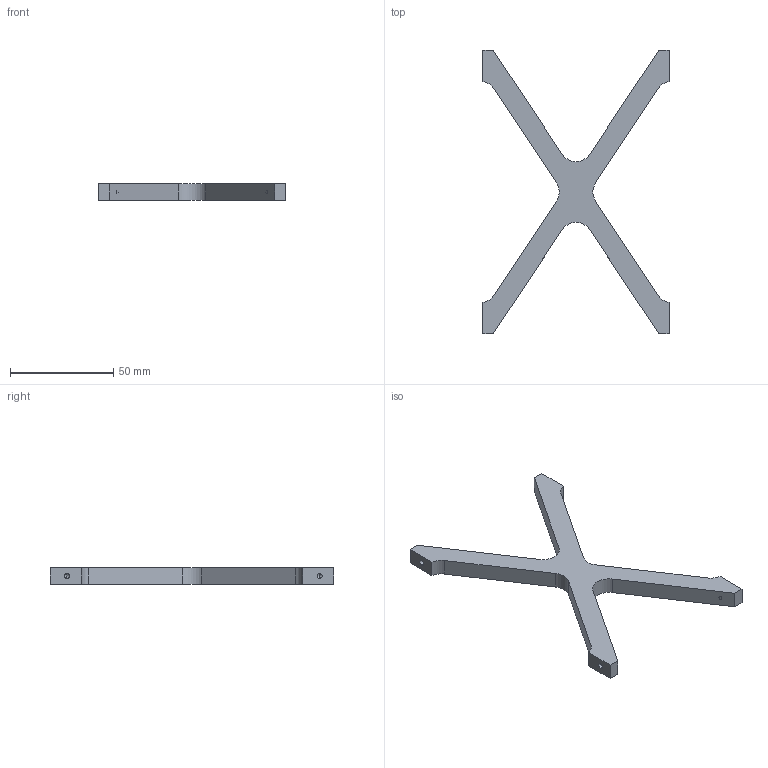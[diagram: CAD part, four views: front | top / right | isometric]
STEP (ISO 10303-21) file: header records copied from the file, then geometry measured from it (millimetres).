
FILE_DESCRIPTION (( 'STEP AP203' ), '1' );
FILE_NAME ('cross brace PROFESSIONAL.STEP', '2018-03-09T05:31:26', ( '' ), ( '' ), 'SwSTEP 2.0', 'SolidWorks 2017', '' );
FILE_SCHEMA (( 'CONFIG_CONTROL_DESIGN' ));
Length unit declared in the file: millimetre
Products named in the file (1): cross brace PROFESSIONAL
Bounding box: 90 x 136.97 x 8 mm (x, y, z)
Volume: 25136.7 mm3; surface area: 11527.2 mm2
Topology: 1 solids, 1 shells, 43 faces, 115 edges, 70 vertices
Faces by surface type: plane 18, cylinder 17, cone 8
Entity records: 1360 total; most frequent: DIRECTION 229, CARTESIAN_POINT 221, ORIENTED_EDGE 214, EDGE_CURVE 107, AXIS2_PLACEMENT_3D 78, LINE 73, VECTOR 73, VERTEX_POINT 70
